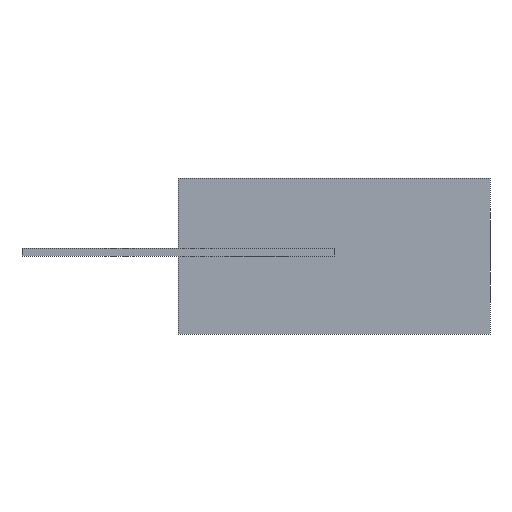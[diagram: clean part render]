
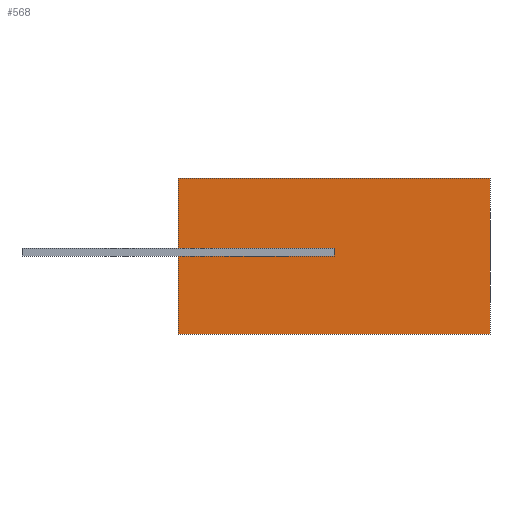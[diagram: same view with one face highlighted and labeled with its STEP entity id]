
A CAD part, left-side view. The second image highlights one B-rep face of the part: STEP entity #568.
In plain terms, the highlighted planar face has unit normal (-1, 0, 0).
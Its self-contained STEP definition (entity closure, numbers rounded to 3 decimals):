
#48=PLANE('',#627);
#77=FACE_OUTER_BOUND('',#120,.T.);
#120=EDGE_LOOP('',(#505,#506,#507,#508));
#164=LINE('',#891,#223);
#168=LINE('',#899,#227);
#171=LINE('',#905,#230);
#174=LINE('',#910,#233);
#223=VECTOR('',#737,10.);
#227=VECTOR('',#743,10.);
#230=VECTOR('',#748,10.);
#233=VECTOR('',#753,10.);
#296=VERTEX_POINT('',#889);
#297=VERTEX_POINT('',#890);
#300=VERTEX_POINT('',#898);
#302=VERTEX_POINT('',#904);
#362=EDGE_CURVE('',#296,#297,#164,.T.);
#366=EDGE_CURVE('',#300,#296,#168,.T.);
#369=EDGE_CURVE('',#302,#300,#171,.T.);
#372=EDGE_CURVE('',#297,#302,#174,.T.);
#505=ORIENTED_EDGE('',*,*,#372,.F.);
#506=ORIENTED_EDGE('',*,*,#362,.F.);
#507=ORIENTED_EDGE('',*,*,#366,.F.);
#508=ORIENTED_EDGE('',*,*,#369,.F.);
#568=ADVANCED_FACE('',(#77),#48,.F.);
#627=AXIS2_PLACEMENT_3D('',#913,#757,#758);
#737=DIRECTION('',(0.,1.,0.));
#743=DIRECTION('',(0.,0.,-1.));
#748=DIRECTION('',(0.,-1.,0.));
#753=DIRECTION('',(0.,0.,1.));
#757=DIRECTION('center_axis',(1.,0.,0.));
#758=DIRECTION('ref_axis',(0.,1.,0.));
#889=CARTESIAN_POINT('',(0.,-50.,-25.));
#890=CARTESIAN_POINT('',(0.,50.,-25.));
#891=CARTESIAN_POINT('',(0.,-50.,-25.));
#898=CARTESIAN_POINT('',(0.,-50.,25.));
#899=CARTESIAN_POINT('',(0.,-50.,25.));
#904=CARTESIAN_POINT('',(0.,50.,25.));
#905=CARTESIAN_POINT('',(0.,50.,25.));
#910=CARTESIAN_POINT('',(0.,50.,-25.));
#913=CARTESIAN_POINT('Origin',(0.,0.,0.));
